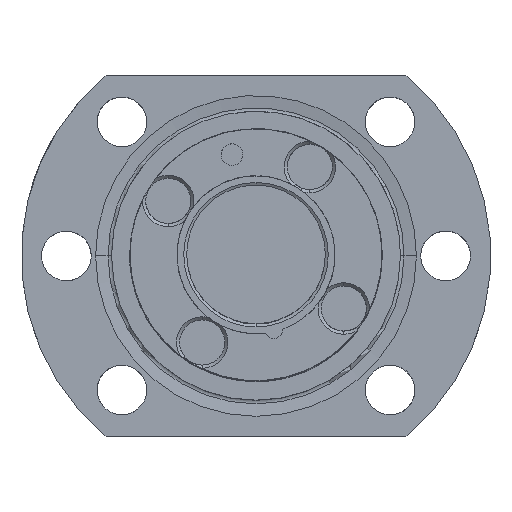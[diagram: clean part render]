
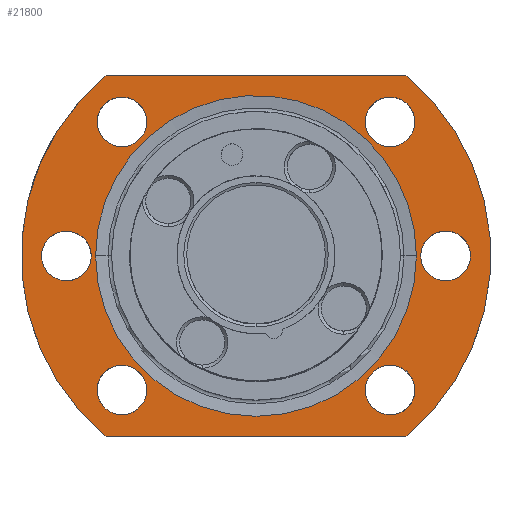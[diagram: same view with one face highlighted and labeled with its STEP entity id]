
A CAD part, top view. The second image highlights one B-rep face of the part: STEP entity #21800.
In plain terms, the highlighted planar face has unit normal (0, 0, 1).
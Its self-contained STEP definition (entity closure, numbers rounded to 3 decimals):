
#100=CARTESIAN_POINT('',(-12.099,-14.849,140.75));
#110=VERTEX_POINT('',#100);
#160=CARTESIAN_POINT('',(-14.849,-14.849,140.75));
#170=DIRECTION('',(0.,0.,-1.));
#180=DIRECTION('',(-1.,0.,0.));
#190=AXIS2_PLACEMENT_3D('',#160,#170,#180);
#200=CIRCLE('',#190,2.75);
#210=CARTESIAN_POINT('',(-17.599,-14.849,140.75));
#220=VERTEX_POINT('',#210);
#230=EDGE_CURVE('217347-1430975224-643150304734-0 3122198',#110,#220,
#200,.T.);
#740=CARTESIAN_POINT('',(16.613,-20.,140.75));
#750=VERTEX_POINT('217347-1430975224-643150304734-0 3122225',#740);
#780=CARTESIAN_POINT('',(0.,0.,
140.75));
#790=DIRECTION('',(0.,0.,-1.));
#800=DIRECTION('',(-1.,0.,0.));
#810=AXIS2_PLACEMENT_3D('',#780,#790,#800);
#820=CIRCLE('',#810,26.);
#830=CARTESIAN_POINT('',(16.613,20.,140.75));
#840=VERTEX_POINT('217347-1430975224-643150304734-0 3122216',#830);
#850=EDGE_CURVE('217347-1430975224-643150304734-0 3122229',#840,#750,
#820,.T.);
#1550=CARTESIAN_POINT('',(-12.099,14.849,140.75));
#1560=VERTEX_POINT('',#1550);
#1610=CARTESIAN_POINT('',(-14.849,14.849,140.75));
#1620=DIRECTION('',(0.,0.,-1.));
#1630=DIRECTION('',(-1.,0.,0.));
#1640=AXIS2_PLACEMENT_3D('',#1610,#1620,#1630);
#1650=CIRCLE('',#1640,2.75);
#1660=CARTESIAN_POINT('',(-17.599,14.849,140.75));
#1670=VERTEX_POINT('',#1660);
#1680=EDGE_CURVE('217347-1430975224-643150304734-0 3122338',#1560,#1670,
#1650,.T.);
#2040=CARTESIAN_POINT('',(14.849,-14.849,140.75));
#2050=DIRECTION('',(0.,0.,-1.));
#2060=DIRECTION('',(-1.,0.,0.));
#2070=AXIS2_PLACEMENT_3D('',#2040,#2050,#2060);
#2080=CIRCLE('',#2070,2.75);
#2090=CARTESIAN_POINT('',(15.902,-17.39,140.75));
#2100=VERTEX_POINT('217347-1430975224-643150304734-0 3122374',#2090);
#2110=CARTESIAN_POINT('',(12.099,-14.849,140.75));
#2120=VERTEX_POINT('',#2110);
#2130=EDGE_CURVE('217347-1430975224-643150304734-0 3122384',#2100,#2120,
#2080,.T.);
#2360=CARTESIAN_POINT('',(17.599,-14.849,140.75));
#2370=VERTEX_POINT('',#2360);
#2400=EDGE_CURVE('217347-1430975224-643150304734-0 3122384',#2370,#2100,
#2080,.T.);
#2610=CARTESIAN_POINT('',(-23.75,0.,140.75));
#2620=VERTEX_POINT('',#2610);
#2670=CARTESIAN_POINT('',(-21.,0.,140.75));
#2680=DIRECTION('',(0.,0.,-1.));
#2690=DIRECTION('',(-1.,0.,0.));
#2700=AXIS2_PLACEMENT_3D('',#2670,#2680,#2690);
#2710=CIRCLE('',#2700,2.75);
#2720=CARTESIAN_POINT('',(-18.25,0.,140.75));
#2730=VERTEX_POINT('',#2720);
#2740=EDGE_CURVE('217347-1430975224-643150304734-0 3122430',#2620,#2730,
#2710,.T.);
#3250=CARTESIAN_POINT('',(-16.613,20.,140.75));
#3260=VERTEX_POINT('217347-1430975224-643150304734-0 3122457',#3250);
#3290=CARTESIAN_POINT('',(0.,0.,
140.75));
#3300=DIRECTION('',(0.,0.,-1.));
#3310=DIRECTION('',(-1.,0.,0.));
#3320=AXIS2_PLACEMENT_3D('',#3290,#3300,#3310);
#3330=CIRCLE('',#3320,26.);
#3340=CARTESIAN_POINT('',(-16.613,-20.,140.75));
#3350=VERTEX_POINT('217347-1430975224-643150304734-0 3122448',#3340);
#3360=EDGE_CURVE('217347-1430975224-643150304734-0 3122461',#3350,#3260,
#3330,.T.);
#8570=CARTESIAN_POINT('',(0.,-20.,140.75));
#8580=DIRECTION('',(1.,-0.,0.));
#8590=VECTOR('',#8580,1.);
#8600=LINE('',#8570,#8590);
#8610=EDGE_CURVE('217347-1430975224-643150304734-0 3122514',#3350,#750,
#8600,.T.);
#9720=CARTESIAN_POINT('',(17.599,14.849,140.75));
#9730=VERTEX_POINT('',#9720);
#9780=CARTESIAN_POINT('',(14.849,14.849,140.75));
#9790=DIRECTION('',(0.,0.,-1.));
#9800=DIRECTION('',(-1.,0.,0.));
#9810=AXIS2_PLACEMENT_3D('',#9780,#9790,#9800);
#9820=CIRCLE('',#9810,2.75);
#9830=CARTESIAN_POINT('',(12.099,14.849,140.75));
#9840=VERTEX_POINT('',#9830);
#9850=EDGE_CURVE('217347-1430975224-643150304734-0 3122654',#9730,#9840,
#9820,.T.);
#10880=CARTESIAN_POINT('',(0.,20.,140.75));
#10890=DIRECTION('',(1.,0.,0.));
#10900=VECTOR('',#10890,1.);
#10910=LINE('',#10880,#10900);
#10920=EDGE_CURVE('217347-1430975224-643150304734-0 3122724',#3260,#840,
#10910,.T.);
#11090=CARTESIAN_POINT('',(21.,0.,140.75));
#11100=DIRECTION('',(0.,0.,-1.));
#11110=DIRECTION('',(-1.,0.,0.));
#11120=AXIS2_PLACEMENT_3D('',#11090,#11100,#11110);
#11130=CIRCLE('',#11120,2.75);
#11140=CARTESIAN_POINT('',(19.948,2.541,140.75));
#11150=VERTEX_POINT('217347-1430975224-643150304734-0 3122749',#11140);
#11160=CARTESIAN_POINT('',(23.75,0.,140.75));
#11170=VERTEX_POINT('',#11160);
#11180=EDGE_CURVE('217347-1430975224-643150304734-0 3122780',#11150,
#11170,#11130,.T.);
#11410=CARTESIAN_POINT('',(18.25,0.,140.75));
#11420=VERTEX_POINT('',#11410);
#11450=EDGE_CURVE('217347-1430975224-643150304734-0 3122780',#11420,
#11150,#11130,.T.);
#21020=CARTESIAN_POINT('',(48.829,-27.853,140.75));
#21030=DIRECTION('',(0.,0.,-1.));
#21040=DIRECTION('',(-1.,0.,-0.));
#21050=AXIS2_PLACEMENT_3D('',#21020,#21030,#21040);
#21060=PLANE('',#21050);
#21070=ORIENTED_EDGE('',*,*,#3360,.F.);
#21080=ORIENTED_EDGE('',*,*,#10920,.F.);
#21090=ORIENTED_EDGE('',*,*,#850,.F.);
#21100=ORIENTED_EDGE('',*,*,#8610,.T.);
#21110=EDGE_LOOP('',(#21100,#21090,#21080,#21070));
#21120=FACE_OUTER_BOUND('',#21110,.T.);
#21130=ORIENTED_EDGE('',*,*,#2740,.T.);
#21140=CARTESIAN_POINT('',(-19.948,-2.541,140.75));
#21150=VERTEX_POINT('217347-1430975224-643150304734-0 3122420',#21140);
#21160=EDGE_CURVE('217347-1430975224-643150304734-0 3122430',#21150,
#2620,#2710,.T.);
#21170=ORIENTED_EDGE('',*,*,#21160,.T.);
#21180=EDGE_CURVE('217347-1430975224-643150304734-0 3122430',#2730,
#21150,#2710,.T.);
#21190=ORIENTED_EDGE('',*,*,#21180,.T.);
#21200=EDGE_LOOP('',(#21190,#21170,#21130));
#21210=FACE_BOUND('',#21200,.T.);
#21220=EDGE_CURVE('217347-1430975224-643150304734-0 3122384',#2120,#2370
,#2080,.T.);
#21230=ORIENTED_EDGE('',*,*,#21220,.T.);
#21240=ORIENTED_EDGE('',*,*,#2130,.T.);
#21250=ORIENTED_EDGE('',*,*,#2400,.T.);
#21260=EDGE_LOOP('',(#21250,#21240,#21230));
#21270=FACE_BOUND('',#21260,.T.);
#21280=EDGE_CURVE('217347-1430975224-643150304734-0 3122780',#11170,
#11420,#11130,.T.);
#21290=ORIENTED_EDGE('',*,*,#21280,.T.);
#21300=ORIENTED_EDGE('',*,*,#11180,.T.);
#21310=ORIENTED_EDGE('',*,*,#11450,.T.);
#21320=EDGE_LOOP('',(#21310,#21300,#21290));
#21330=FACE_BOUND('',#21320,.T.);
#21340=ORIENTED_EDGE('',*,*,#9850,.T.);
#21350=CARTESIAN_POINT('',(13.797,17.39,140.75));
#21360=VERTEX_POINT('217347-1430975224-643150304734-0 3122623',#21350);
#21370=EDGE_CURVE('217347-1430975224-643150304734-0 3122654',#21360,
#9730,#9820,.T.);
#21380=ORIENTED_EDGE('',*,*,#21370,.T.);
#21390=EDGE_CURVE('217347-1430975224-643150304734-0 3122654',#9840,
#21360,#9820,.T.);
#21400=ORIENTED_EDGE('',*,*,#21390,.T.);
#21410=EDGE_LOOP('',(#21400,#21380,#21340));
#21420=FACE_BOUND('',#21410,.T.);
#21430=CARTESIAN_POINT('',(0.,0.,
140.75));
#21440=DIRECTION('',(0.,0.,1.));
#21450=DIRECTION('',(1.,0.,0.));
#21460=AXIS2_PLACEMENT_3D('',#21430,#21440,#21450);
#21470=CIRCLE('',#21460,17.765);
#21480=CARTESIAN_POINT('',(-6.798,16.413,140.75));
#21490=VERTEX_POINT('217347-1430975224-643150304734-0 3123245',#21480);
#21500=CARTESIAN_POINT('',(-17.765,0.,
140.75));
#21510=VERTEX_POINT('',#21500);
#21520=EDGE_CURVE('217347-1430975224-643150304734-0 3123252',#21490,
#21510,#21470,.T.);
#21530=ORIENTED_EDGE('',*,*,#21520,.F.);
#21540=CARTESIAN_POINT('',(17.765,0.,140.75
));
#21550=VERTEX_POINT('',#21540);
#21560=EDGE_CURVE('217347-1430975224-643150304734-0 3123252',#21510,
#21550,#21470,.T.);
#21570=ORIENTED_EDGE('',*,*,#21560,.F.);
#21580=EDGE_CURVE('217347-1430975224-643150304734-0 3123252',#21550,
#21490,#21470,.T.);
#21590=ORIENTED_EDGE('',*,*,#21580,.F.);
#21600=EDGE_LOOP('',(#21590,#21570,#21530));
#21610=FACE_BOUND('',#21600,.T.);
#21620=ORIENTED_EDGE('',*,*,#1680,.T.);
#21630=CARTESIAN_POINT('',(-15.902,17.39,140.75));
#21640=VERTEX_POINT('217347-1430975224-643150304734-0 3122307',#21630);
#21650=EDGE_CURVE('217347-1430975224-643150304734-0 3122338',#21640,
#1560,#1650,.T.);
#21660=ORIENTED_EDGE('',*,*,#21650,.T.);
#21670=EDGE_CURVE('217347-1430975224-643150304734-0 3122338',#1670,
#21640,#1650,.T.);
#21680=ORIENTED_EDGE('',*,*,#21670,.T.);
#21690=EDGE_LOOP('',(#21680,#21660,#21620));
#21700=FACE_BOUND('',#21690,.T.);
#21710=ORIENTED_EDGE('',*,*,#230,.T.);
#21720=CARTESIAN_POINT('',(-15.902,-12.309,140.75));
#21730=VERTEX_POINT('217347-1430975224-643150304734-0 3122167',#21720);
#21740=EDGE_CURVE('217347-1430975224-643150304734-0 3122198',#21730,#110
,#200,.T.);
#21750=ORIENTED_EDGE('',*,*,#21740,.T.);
#21760=EDGE_CURVE('217347-1430975224-643150304734-0 3122198',#220,#21730
,#200,.T.);
#21770=ORIENTED_EDGE('',*,*,#21760,.T.);
#21780=EDGE_LOOP('',(#21770,#21750,#21710));
#21790=FACE_BOUND('',#21780,.T.);
#21800=ADVANCED_FACE('217347-1430975224-643150304734-0 3123208',(#21120,
#21210,#21270,#21330,#21420,#21610,#21700,#21790),#21060,.F.);
